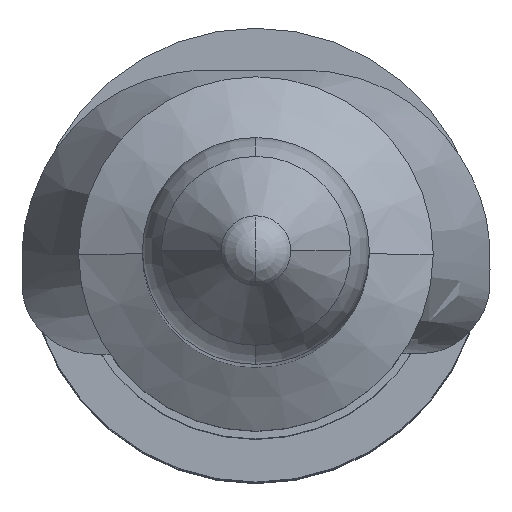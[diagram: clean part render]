
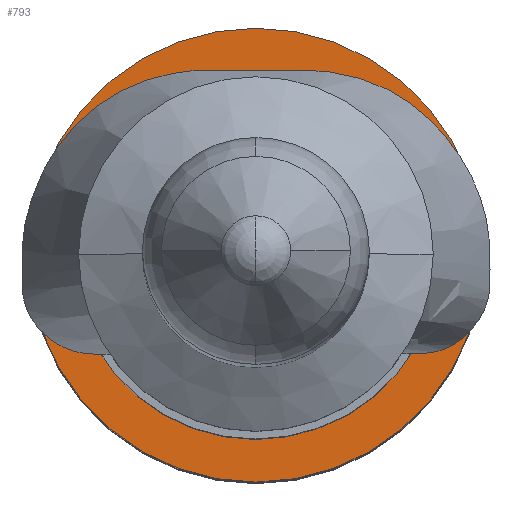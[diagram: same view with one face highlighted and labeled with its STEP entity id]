
A CAD part, top view. The second image highlights one B-rep face of the part: STEP entity #793.
In plain terms, the highlighted planar face has unit normal (0, 0, 1).
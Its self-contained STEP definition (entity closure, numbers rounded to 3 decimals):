
#16 = VERTEX_POINT ( 'NONE', #959 ) ;
#21 = CIRCLE ( 'NONE', #589, 1.6 ) ;
#33 = DIRECTION ( 'NONE',  ( 0., 0., 1. ) ) ;
#59 = CIRCLE ( 'NONE', #943, 1.3 ) ;
#79 = VERTEX_POINT ( 'NONE', #1015 ) ;
#124 = CARTESIAN_POINT ( 'NONE',  ( 0., 0., 6.7 ) ) ;
#196 = EDGE_CURVE ( 'NONE', #16, #79, #21, .T. ) ;
#201 = EDGE_CURVE ( 'NONE', #1052, #1237, #661, .T. ) ;
#217 = ORIENTED_EDGE ( 'NONE', *, *, #201, .F. ) ;
#267 = EDGE_CURVE ( 'NONE', #1237, #1052, #59, .T. ) ;
#291 = ORIENTED_EDGE ( 'NONE', *, *, #1444, .T. ) ;
#352 = DIRECTION ( 'NONE',  ( 0., 0., 1. ) ) ;
#424 = CARTESIAN_POINT ( 'NONE',  ( 1.3, 0., 6.7 ) ) ;
#510 = FACE_BOUND ( 'NONE', #945, .T. ) ;
#556 = EDGE_LOOP ( 'NONE', ( #797, #291 ) ) ;
#589 = AXIS2_PLACEMENT_3D ( 'NONE', #1250, #352, #1357 ) ;
#625 = DIRECTION ( 'NONE',  ( 1., 0., 0. ) ) ;
#640 = CARTESIAN_POINT ( 'NONE',  ( 0., 0., 6.7 ) ) ;
#661 = CIRCLE ( 'NONE', #1355, 1.3 ) ;
#793 = ADVANCED_FACE ( 'NONE', ( #1394, #510 ), #1270, .T. ) ;
#797 = ORIENTED_EDGE ( 'NONE', *, *, #196, .T. ) ;
#824 = AXIS2_PLACEMENT_3D ( 'NONE', #1260, #33, #1127 ) ;
#874 = ORIENTED_EDGE ( 'NONE', *, *, #267, .F. ) ;
#943 = AXIS2_PLACEMENT_3D ( 'NONE', #1304, #1335, #1322 ) ;
#945 = EDGE_LOOP ( 'NONE', ( #217, #874 ) ) ;
#959 = CARTESIAN_POINT ( 'NONE',  ( 1.6, 0., 6.7 ) ) ;
#1009 = DIRECTION ( 'NONE',  ( 0., 0., 1. ) ) ;
#1015 = CARTESIAN_POINT ( 'NONE',  ( -1.6, 0., 6.7 ) ) ;
#1052 = VERTEX_POINT ( 'NONE', #424 ) ;
#1060 = DIRECTION ( 'NONE',  ( 0., 0., 1. ) ) ;
#1102 = DIRECTION ( 'NONE',  ( 1., 0., 0. ) ) ;
#1127 = DIRECTION ( 'NONE',  ( 1., 0., 0. ) ) ;
#1237 = VERTEX_POINT ( 'NONE', #1375 ) ;
#1250 = CARTESIAN_POINT ( 'NONE',  ( 0., 0., 6.7 ) ) ;
#1260 = CARTESIAN_POINT ( 'NONE',  ( 0., 0., 6.7 ) ) ;
#1270 = PLANE ( 'NONE',  #1316 ) ;
#1304 = CARTESIAN_POINT ( 'NONE',  ( 0., 0., 6.7 ) ) ;
#1316 = AXIS2_PLACEMENT_3D ( 'NONE', #640, #1060, #625 ) ;
#1322 = DIRECTION ( 'NONE',  ( 1., 0., 0. ) ) ;
#1335 = DIRECTION ( 'NONE',  ( 0., 0., 1. ) ) ;
#1355 = AXIS2_PLACEMENT_3D ( 'NONE', #124, #1009, #1102 ) ;
#1357 = DIRECTION ( 'NONE',  ( 1., 0., 0. ) ) ;
#1375 = CARTESIAN_POINT ( 'NONE',  ( -1.3, 0., 6.7 ) ) ;
#1394 = FACE_OUTER_BOUND ( 'NONE', #556, .T. ) ;
#1444 = EDGE_CURVE ( 'NONE', #79, #16, #1448, .T. ) ;
#1448 = CIRCLE ( 'NONE', #824, 1.6 ) ;
